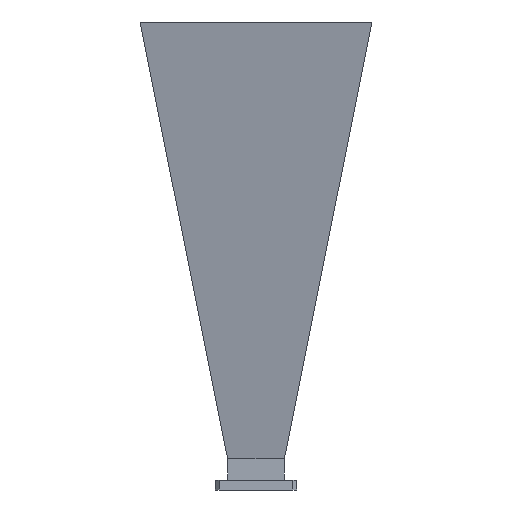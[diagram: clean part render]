
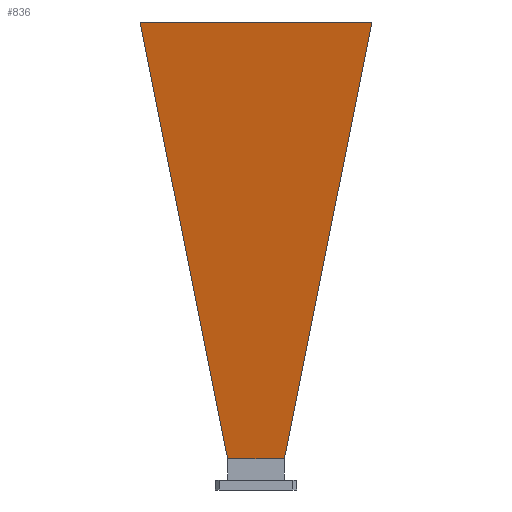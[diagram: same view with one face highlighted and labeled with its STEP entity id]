
A CAD part, left-side view. The second image highlights one B-rep face of the part: STEP entity #836.
In plain terms, the highlighted planar face has unit normal (-0.987, 0, -0.162).
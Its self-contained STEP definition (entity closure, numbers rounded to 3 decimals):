
#1 = CARTESIAN_POINT ( 'NONE',  ( -44.508, -58.952, 271.742 ) ) ;
#78 = ORIENTED_EDGE ( 'NONE', *, *, #926, .F. ) ;
#126 = LINE ( 'NONE', #1, #1211 ) ;
#148 = VERTEX_POINT ( 'NONE', #967 ) ;
#174 = VERTEX_POINT ( 'NONE', #958 ) ;
#175 = DIRECTION ( 'NONE',  ( -0.987, 0., -0.162 ) ) ;
#198 = LINE ( 'NONE', #959, #740 ) ;
#281 = DIRECTION ( 'NONE',  ( -0.162, 0., 0.987 ) ) ;
#296 = CARTESIAN_POINT ( 'NONE',  ( -44.508, 0., 271.742 ) ) ;
#297 = VERTEX_POINT ( 'NONE', #891 ) ;
#314 = LINE ( 'NONE', #296, #1036 ) ;
#334 = ORIENTED_EDGE ( 'NONE', *, *, #886, .F. ) ;
#433 = AXIS2_PLACEMENT_3D ( 'NONE', #536, #175, #281 ) ;
#447 = VERTEX_POINT ( 'NONE', #565 ) ;
#501 = ORIENTED_EDGE ( 'NONE', *, *, #649, .T. ) ;
#536 = CARTESIAN_POINT ( 'NONE',  ( -26.234, 0., 160.385 ) ) ;
#565 = CARTESIAN_POINT ( 'NONE',  ( -44.508, 58.952, 271.742 ) ) ;
#605 = EDGE_CURVE ( 'NONE', #174, #148, #126, .T. ) ;
#614 = VECTOR ( 'NONE', #780, 1000. ) ;
#649 = EDGE_CURVE ( 'NONE', #297, #148, #198, .T. ) ;
#740 = VECTOR ( 'NONE', #1062, 1000. ) ;
#742 = PLANE ( 'NONE',  #433 ) ;
#753 = FACE_OUTER_BOUND ( 'NONE', #754, .T. ) ;
#754 = EDGE_LOOP ( 'NONE', ( #501, #1185, #334, #78 ) ) ;
#780 = DIRECTION ( 'NONE',  ( -0.159, 0.194, 0.968 ) ) ;
#836 = ADVANCED_FACE ( 'NONE', ( #753 ), #742, .T. ) ;
#850 = LINE ( 'NONE', #869, #614 ) ;
#869 = CARTESIAN_POINT ( 'NONE',  ( -8.08, 14.441, 49.755 ) ) ;
#878 = DIRECTION ( 'NONE',  ( 0.159, 0.194, -0.968 ) ) ;
#886 = EDGE_CURVE ( 'NONE', #447, #174, #314, .T. ) ;
#891 = CARTESIAN_POINT ( 'NONE',  ( -8.08, 14.441, 49.755 ) ) ;
#926 = EDGE_CURVE ( 'NONE', #297, #447, #850, .T. ) ;
#958 = CARTESIAN_POINT ( 'NONE',  ( -44.508, -58.952, 271.742 ) ) ;
#959 = CARTESIAN_POINT ( 'NONE',  ( -8.08, 0., 49.755 ) ) ;
#967 = CARTESIAN_POINT ( 'NONE',  ( -8.08, -14.441, 49.755 ) ) ;
#1036 = VECTOR ( 'NONE', #1064, 1000. ) ;
#1062 = DIRECTION ( 'NONE',  ( 0., -1., 0. ) ) ;
#1064 = DIRECTION ( 'NONE',  ( 0., -1., 0. ) ) ;
#1185 = ORIENTED_EDGE ( 'NONE', *, *, #605, .F. ) ;
#1211 = VECTOR ( 'NONE', #878, 1000. ) ;
